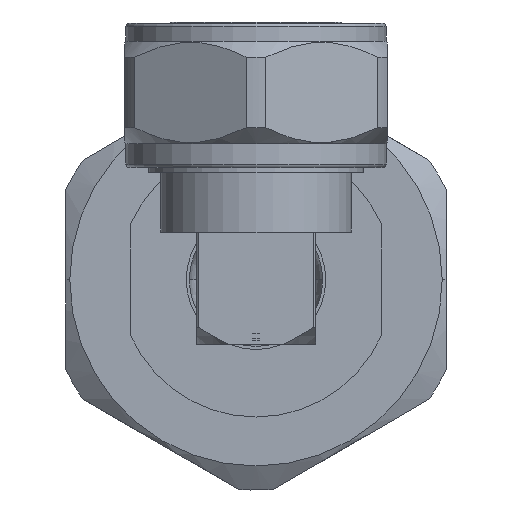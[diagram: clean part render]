
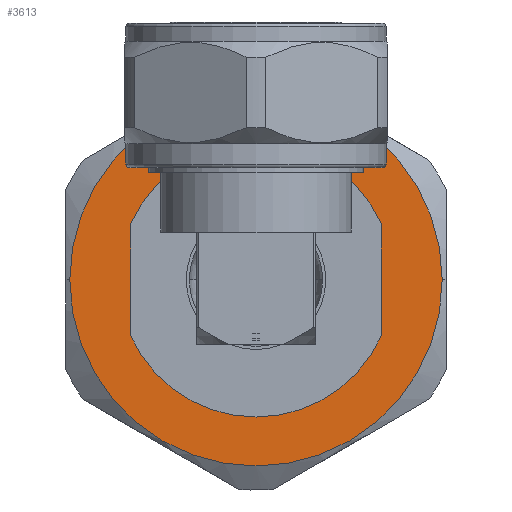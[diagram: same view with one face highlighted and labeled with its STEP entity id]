
A CAD part, left-side view. The second image highlights one B-rep face of the part: STEP entity #3613.
In plain terms, the highlighted face is planar.
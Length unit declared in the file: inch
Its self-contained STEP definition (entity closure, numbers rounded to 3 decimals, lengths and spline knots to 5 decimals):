
#268 = DIRECTION ( 'NONE',  ( 0., 0., -1. ) ) ;
#1034 = FACE_OUTER_BOUND ( 'NONE', #3785, .T. ) ;
#1329 = EDGE_CURVE ( 'NONE', #2730, #3931, #2559, .T. ) ;
#1690 = CARTESIAN_POINT ( 'NONE',  ( 0.5748, 0., 0. ) ) ;
#1779 = CIRCLE ( 'NONE', #9911, 0.61435 ) ;
#1805 = DIRECTION ( 'NONE',  ( 0., 0., -1. ) ) ;
#2559 = CIRCLE ( 'NONE', #4513, 0.3937 ) ;
#2628 = AXIS2_PLACEMENT_3D ( 'NONE', #4737, #10073, #3806 ) ;
#2720 = DIRECTION ( 'NONE',  ( 0., 0., -1. ) ) ;
#2730 = VERTEX_POINT ( 'NONE', #5144 ) ;
#2854 = EDGE_CURVE ( 'NONE', #7753, #4814, #9617, .T. ) ;
#3533 = AXIS2_PLACEMENT_3D ( 'NONE', #6594, #9699, #268 ) ;
#3613 = ADVANCED_FACE ( 'NONE', ( #5464, #1034 ), #6435, .T. ) ;
#3689 = CIRCLE ( 'NONE', #3533, 0.3937 ) ;
#3785 = EDGE_LOOP ( 'NONE', ( #5445, #9114 ) ) ;
#3806 = DIRECTION ( 'NONE',  ( 0., 0., -1. ) ) ;
#3931 = VERTEX_POINT ( 'NONE', #5447 ) ;
#3932 = DIRECTION ( 'NONE',  ( 0., 1., 0. ) ) ;
#4513 = AXIS2_PLACEMENT_3D ( 'NONE', #5681, #8794, #1805 ) ;
#4737 = CARTESIAN_POINT ( 'NONE',  ( 0.5748, 0., 0. ) ) ;
#4814 = VERTEX_POINT ( 'NONE', #9723 ) ;
#5144 = CARTESIAN_POINT ( 'NONE',  ( 0.5748, 0., 0.3937 ) ) ;
#5185 = ORIENTED_EDGE ( 'NONE', *, *, #1329, .F. ) ;
#5445 = ORIENTED_EDGE ( 'NONE', *, *, #2854, .F. ) ;
#5447 = CARTESIAN_POINT ( 'NONE',  ( 0.5748, 0., -0.3937 ) ) ;
#5464 = FACE_BOUND ( 'NONE', #7666, .T. ) ;
#5681 = CARTESIAN_POINT ( 'NONE',  ( 0.5748, 0., 0. ) ) ;
#5980 = ORIENTED_EDGE ( 'NONE', *, *, #8645, .F. ) ;
#6353 = AXIS2_PLACEMENT_3D ( 'NONE', #1690, #9543, #3932 ) ;
#6435 = PLANE ( 'NONE',  #6353 ) ;
#6594 = CARTESIAN_POINT ( 'NONE',  ( 0.5748, 0., 0. ) ) ;
#7369 = EDGE_CURVE ( 'NONE', #4814, #7753, #1779, .T. ) ;
#7666 = EDGE_LOOP ( 'NONE', ( #5185, #5980 ) ) ;
#7753 = VERTEX_POINT ( 'NONE', #9078 ) ;
#8125 = DIRECTION ( 'NONE',  ( -1., 0., 0. ) ) ;
#8645 = EDGE_CURVE ( 'NONE', #3931, #2730, #3689, .T. ) ;
#8794 = DIRECTION ( 'NONE',  ( 1., 0., 0. ) ) ;
#9078 = CARTESIAN_POINT ( 'NONE',  ( 0.5748, 0., 0.61435 ) ) ;
#9114 = ORIENTED_EDGE ( 'NONE', *, *, #7369, .F. ) ;
#9543 = DIRECTION ( 'NONE',  ( 1., 0., 0. ) ) ;
#9617 = CIRCLE ( 'NONE', #2628, 0.61435 ) ;
#9699 = DIRECTION ( 'NONE',  ( 1., 0., 0. ) ) ;
#9723 = CARTESIAN_POINT ( 'NONE',  ( 0.5748, 0., -0.61435 ) ) ;
#9845 = CARTESIAN_POINT ( 'NONE',  ( 0.5748, 0., 0. ) ) ;
#9911 = AXIS2_PLACEMENT_3D ( 'NONE', #9845, #8125, #2720 ) ;
#10073 = DIRECTION ( 'NONE',  ( -1., 0., 0. ) ) ;
